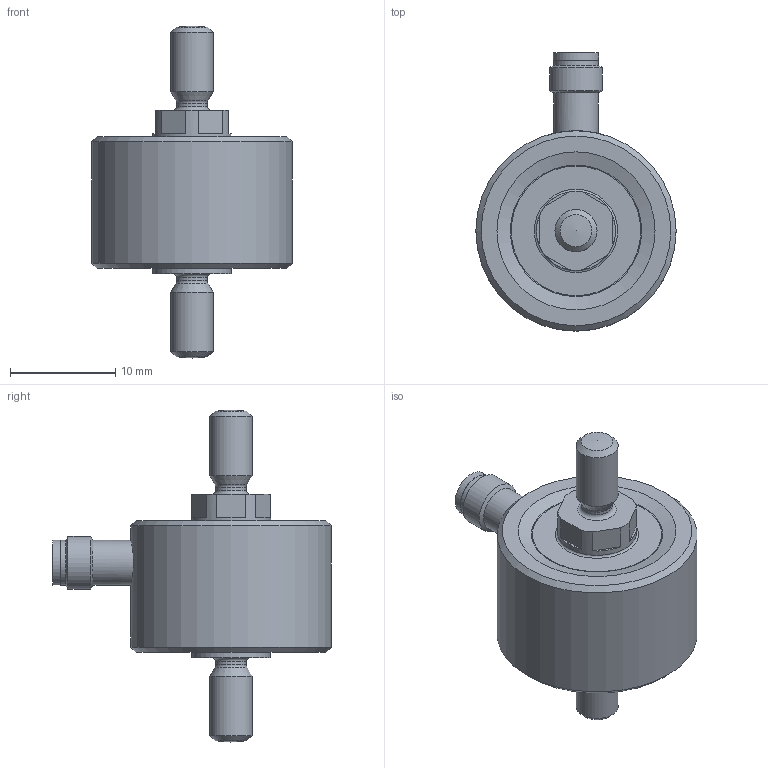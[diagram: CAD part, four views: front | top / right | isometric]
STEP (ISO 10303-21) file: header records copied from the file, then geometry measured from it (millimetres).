
FILE_DESCRIPTION( ( 'Unknown' ), '1' );
FILE_NAME( 'D0001001022-DLM20-IN.xxx.TP3.M4.stp', 'Unknown', ( 'Unknown' ), ( 'Unknown' ), 'PSStep 19.0.9', 'Unknown', ' ' );
FILE_SCHEMA( ( 'AUTOMOTIVE_DESIGN { 1 0 10303 214 1 1 1 1 }' ) );
Length unit declared in the file: millimetre
Products named in the file (1): 11216040
Bounding box: 19 x 26.4 x 31.5 mm (x, y, z)
Volume: 3818.1 mm3; surface area: 1897.6 mm2
Topology: 1 solids, 3 shells, 85 faces, 204 edges, 123 vertices
Faces by surface type: cylinder 28, plane 25, cone 16, torus 8, sphere 8
Full cylindrical faces by diameter (mm): 0.45 x4, 2.5 x4, 2.9 x2, 3.2 x1, 3.75 x1, 4 x2, 4.25 x2, 4.3 x1, 5 x1, 7.5 x2, 15 x1, 19 x1
Entity records: 2736 total; most frequent: CARTESIAN_POINT 386, DIRECTION 376, ORIENTED_EDGE 246, AXIS2_PLACEMENT_3D 170, EDGE_LOOP 143, EDGE_CURVE 123, FACE_OUTER_BOUND 113, VERTEX_POINT 104
